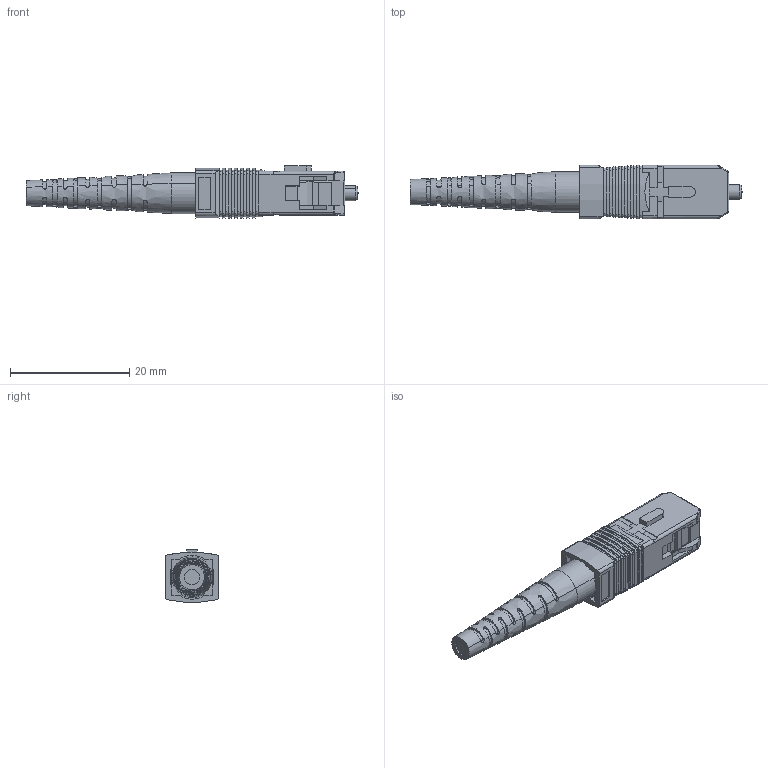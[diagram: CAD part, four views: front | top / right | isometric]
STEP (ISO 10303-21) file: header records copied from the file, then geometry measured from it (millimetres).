
FILE_DESCRIPTION(/* description */ (''),/* implementation_level */ '2;1');
FILE_NAME(/* name */ '100212171ugm000_e.stp',/* time_stamp */ '2017-12-08T13:03:40+01:00',/* author */ (''),/* organization */ (''),/* preprocessor_version */ 'ST-DEVELOPER v16',/* originating_system */ 'SIEMENS PLM Software NX 10.0',/* authorisation */ '');
FILE_SCHEMA (('AUTOMOTIVE_DESIGN { 1 0 10303 214 3 1 1 1 }'));
Length unit declared in the file: millimetre
Products named in the file (1): 100212171ugm000_e
Bounding box: 55.61 x 8.94 x 8.74 mm (x, y, z)
Volume: 2813.9 mm3; surface area: 3614.7 mm2
Topology: 4 solids, 9 shells, 927 faces, 2588 edges, 1811 vertices
Faces by surface type: plane 547, cylinder 220, cone 76, bspline 74, sphere 6, extrusion 2, torus 2
Full cylindrical faces by diameter (mm): 0.55 x1, 0.65 x1
Entity records: 45613 total; most frequent: CARTESIAN_POINT 15557, ORIENTED_EDGE 4990, DIRECTION 4466, EDGE_CURVE 2495, VERTEX_POINT 1637, VECTOR 1630, LINE 1628, AXIS2_PLACEMENT_3D 1418
